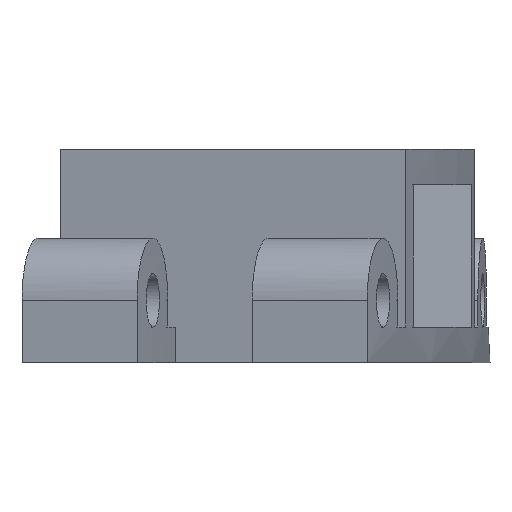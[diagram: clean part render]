
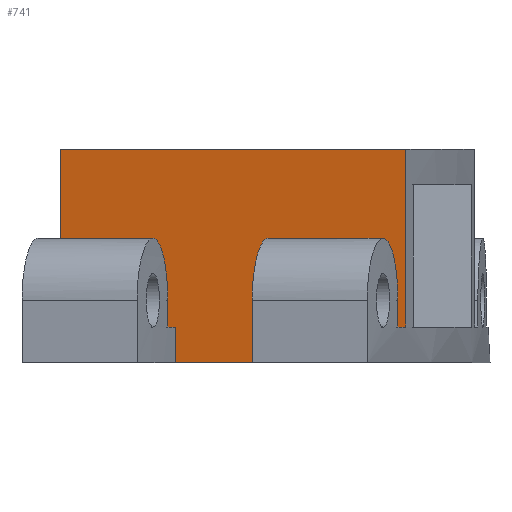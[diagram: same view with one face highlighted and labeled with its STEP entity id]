
A CAD part, left-side view. The second image highlights one B-rep face of the part: STEP entity #741.
In plain terms, the highlighted planar face has unit normal (-0.969, 0.247, 0).
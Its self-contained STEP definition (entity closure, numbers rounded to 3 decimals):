
#27=PLANE('',#815);
#62=FACE_OUTER_BOUND('',#102,.T.);
#102=EDGE_LOOP('',(#576,#577,#578,#579,#580,#581,#582,#583));
#177=LINE('',#1058,#243);
#204=LINE('',#1284,#270);
#205=LINE('',#1288,#271);
#207=LINE('',#1297,#273);
#208=LINE('',#1299,#274);
#209=LINE('',#1301,#275);
#210=LINE('',#1302,#276);
#211=LINE('',#1303,#277);
#243=VECTOR('',#854,10.);
#270=VECTOR('',#925,10.);
#271=VECTOR('',#928,10.);
#273=VECTOR('',#938,10.);
#274=VECTOR('',#939,10.);
#275=VECTOR('',#940,10.);
#276=VECTOR('',#941,10.);
#277=VECTOR('',#942,10.);
#312=VERTEX_POINT('',#1055);
#313=VERTEX_POINT('',#1057);
#345=VERTEX_POINT('',#1282);
#346=VERTEX_POINT('',#1286);
#347=VERTEX_POINT('',#1287);
#350=VERTEX_POINT('',#1296);
#351=VERTEX_POINT('',#1298);
#352=VERTEX_POINT('',#1300);
#388=EDGE_CURVE('',#313,#312,#177,.T.);
#433=EDGE_CURVE('',#345,#312,#204,.T.);
#434=EDGE_CURVE('',#346,#347,#205,.T.);
#438=EDGE_CURVE('',#350,#346,#207,.T.);
#439=EDGE_CURVE('',#351,#350,#208,.T.);
#440=EDGE_CURVE('',#351,#352,#209,.T.);
#441=EDGE_CURVE('',#313,#352,#210,.T.);
#442=EDGE_CURVE('',#347,#345,#211,.T.);
#576=ORIENTED_EDGE('',*,*,#438,.F.);
#577=ORIENTED_EDGE('',*,*,#439,.F.);
#578=ORIENTED_EDGE('',*,*,#440,.T.);
#579=ORIENTED_EDGE('',*,*,#441,.F.);
#580=ORIENTED_EDGE('',*,*,#388,.T.);
#581=ORIENTED_EDGE('',*,*,#433,.F.);
#582=ORIENTED_EDGE('',*,*,#442,.F.);
#583=ORIENTED_EDGE('',*,*,#434,.F.);
#741=ADVANCED_FACE('',(#62),#27,.F.);
#815=AXIS2_PLACEMENT_3D('',#1295,#936,#937);
#854=DIRECTION('',(0.,0.,1.));
#925=DIRECTION('',(-0.247,-0.969,0.));
#928=DIRECTION('',(0.247,0.969,0.));
#936=DIRECTION('center_axis',(0.969,-0.247,0.));
#937=DIRECTION('ref_axis',(0.247,0.969,0.));
#938=DIRECTION('',(0.,0.,1.));
#939=DIRECTION('',(0.247,0.969,0.));
#940=DIRECTION('',(0.,0.,1.));
#941=DIRECTION('',(0.247,0.969,0.));
#942=DIRECTION('',(0.,0.,1.));
#1055=CARTESIAN_POINT('',(-21.573,-95.914,6.));
#1057=CARTESIAN_POINT('',(-21.573,-95.914,1.));
#1058=CARTESIAN_POINT('',(-21.573,-95.914,1.));
#1282=CARTESIAN_POINT('',(-19.097,-86.188,6.));
#1284=CARTESIAN_POINT('',(-19.097,-86.188,6.));
#1286=CARTESIAN_POINT('',(-19.922,-89.43,1.));
#1287=CARTESIAN_POINT('',(-19.097,-86.188,1.));
#1288=CARTESIAN_POINT('',(-19.203,-86.602,1.));
#1295=CARTESIAN_POINT('Origin',(-20.748,-92.672,0.));
#1296=CARTESIAN_POINT('',(-19.922,-89.43,0.));
#1297=CARTESIAN_POINT('',(-19.922,-89.43,0.));
#1298=CARTESIAN_POINT('',(-20.748,-92.672,0.));
#1299=CARTESIAN_POINT('',(-20.028,-89.844,0.));
#1300=CARTESIAN_POINT('',(-20.748,-92.672,1.));
#1301=CARTESIAN_POINT('',(-20.748,-92.672,0.));
#1302=CARTESIAN_POINT('',(-19.203,-86.602,1.));
#1303=CARTESIAN_POINT('',(-19.097,-86.188,1.));
